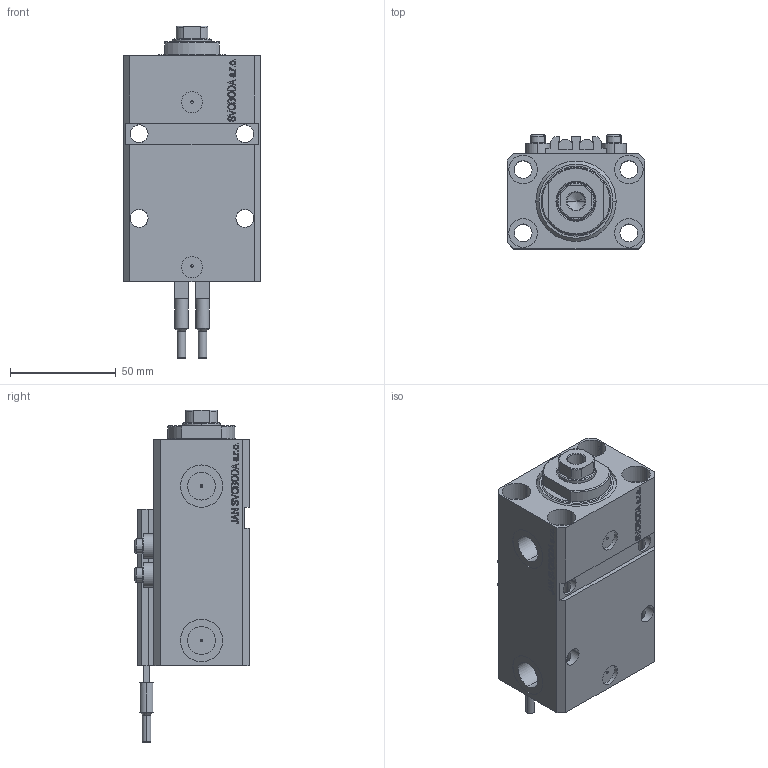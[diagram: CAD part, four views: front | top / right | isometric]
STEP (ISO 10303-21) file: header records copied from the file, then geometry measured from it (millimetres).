
FILE_DESCRIPTION (( 'STEP AP203' ), '1' );
FILE_NAME ('cdff.STEP', '2024-02-09T12:59:13', ( '' ), ( '' ), 'SwSTEP 2.0', 'SolidWorks 2019', '' );
FILE_SCHEMA (( 'CONFIG_CONTROL_DESIGN' ));
Length unit declared in the file: millimetre
Products named in the file (6): SWITCH_V250CE c7e1e2cb00971214882551403e5a04b6; V250CE_E_Body c7e1e2cb00971214882551403e5a04b6; V250CE_VC_E c7e1e2cb00971214882551403e5a04b6; ALLEN BOLT V250CE c7e1e2cb00971214882551403e5a04b6; cdff; V250CE_C_VCP c7e1e2cb00971214882551403e5a04b6
Assembly tree (9 placements, depth 2):
  cdff
    V250CE_E_Body c7e1e2cb00971214882551403e5a04b6
    ALLEN BOLT V250CE c7e1e2cb00971214882551403e5a04b6  x4
    V250CE_C_VCP c7e1e2cb00971214882551403e5a04b6
    V250CE_VC_E c7e1e2cb00971214882551403e5a04b6
    SWITCH_V250CE c7e1e2cb00971214882551403e5a04b6  x2
Bounding box: 65 x 54 x 157 mm (x, y, z)
Volume: 273356 mm3; surface area: 80762.8 mm2
Topology: 10 solids, 10 shells, 1155 faces, 2863 edges, 1836 vertices
Faces by surface type: plane 547, bspline 360, cylinder 170, cone 60, torus 18
Entity records: 49054 total; most frequent: CARTESIAN_POINT 25404, ORIENTED_EDGE 5308, DIRECTION 3548, EDGE_CURVE 2654, VERTEX_POINT 1722, VECTOR 1584, LINE 1584, EDGE_LOOP 1198
